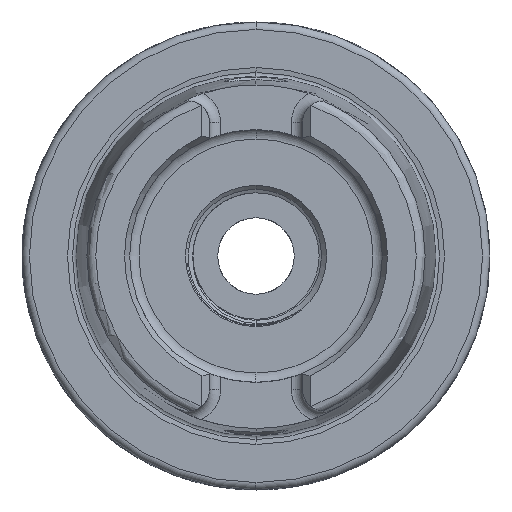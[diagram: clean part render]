
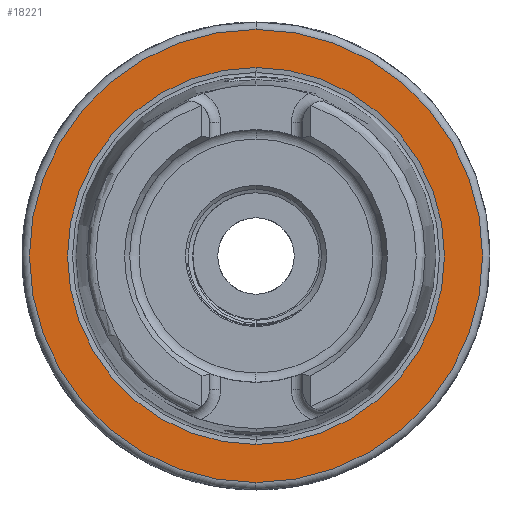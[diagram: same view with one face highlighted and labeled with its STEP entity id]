
A CAD part, left-side view. The second image highlights one B-rep face of the part: STEP entity #18221.
In plain terms, the highlighted planar face has unit normal (-1, 0, 0).
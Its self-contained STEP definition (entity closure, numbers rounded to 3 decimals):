
#133 = CARTESIAN_POINT ( 'NONE',  ( 0., 0., 0. ) ) ;
#134 = DIRECTION ( 'NONE',  ( -1., 0., 0. ) ) ;
#135 = DIRECTION ( 'NONE',  ( 0., 0., 1. ) ) ;
#1391 = EDGE_CURVE ( 'NONE', #14585, #14586, #14092, .T. ) ;
#1402 = EDGE_CURVE ( 'NONE', #14581, #14582, #14095, .T. ) ;
#2083 = PLANE ( 'NONE',  #18068 ) ;
#2084 = CARTESIAN_POINT ( 'NONE',  ( 0., 25.369, 0. ) ) ;
#2085 = DIRECTION ( 'NONE',  ( -1., 0., 0. ) ) ;
#2086 = DIRECTION ( 'NONE',  ( 0., 0., 1. ) ) ;
#3886 = AXIS2_PLACEMENT_3D ( 'NONE', #17546, #17547, #17548 ) ;
#5434 = ORIENTED_EDGE ( 'NONE', *, *, #14364, .T. ) ;
#5435 = ORIENTED_EDGE ( 'NONE', *, *, #1402, .T. ) ;
#5436 = ORIENTED_EDGE ( 'NONE', *, *, #1391, .T. ) ;
#5437 = ORIENTED_EDGE ( 'NONE', *, *, #14353, .T. ) ;
#6247 = AXIS2_PLACEMENT_3D ( 'NONE', #15590, #15591, #15592 ) ;
#6265 = AXIS2_PLACEMENT_3D ( 'NONE', #133, #134, #135 ) ;
#8459 = CARTESIAN_POINT ( 'NONE',  ( 0., 0., -30.5 ) ) ;
#8460 = CARTESIAN_POINT ( 'NONE',  ( 0., 0., 30.5 ) ) ;
#8463 = CARTESIAN_POINT ( 'NONE',  ( 0., 0., -25.369 ) ) ;
#8464 = CARTESIAN_POINT ( 'NONE',  ( 0., 0., 25.369 ) ) ;
#11489 = AXIS2_PLACEMENT_3D ( 'NONE', #17510, #17514, #17515 ) ;
#14092 = CIRCLE ( 'NONE', #6247, 25.369 ) ;
#14095 = CIRCLE ( 'NONE', #6265, 30.5 ) ;
#14143 = CIRCLE ( 'NONE', #11489, 25.369 ) ;
#14149 = CIRCLE ( 'NONE', #3886, 30.5 ) ;
#14353 = EDGE_CURVE ( 'NONE', #14586, #14585, #14143, .T. ) ;
#14364 = EDGE_CURVE ( 'NONE', #14582, #14581, #14149, .T. ) ;
#14581 = VERTEX_POINT ( 'NONE', #8459 ) ;
#14582 = VERTEX_POINT ( 'NONE', #8460 ) ;
#14585 = VERTEX_POINT ( 'NONE', #8463 ) ;
#14586 = VERTEX_POINT ( 'NONE', #8464 ) ;
#14924 = EDGE_LOOP ( 'NONE', ( #5437, #5436 ) ) ;
#14925 = EDGE_LOOP ( 'NONE', ( #5434, #5435 ) ) ;
#15590 = CARTESIAN_POINT ( 'NONE',  ( 0., 0., 0. ) ) ;
#15591 = DIRECTION ( 'NONE',  ( 1., 0., 0. ) ) ;
#15592 = DIRECTION ( 'NONE',  ( 0., 0., -1. ) ) ;
#17510 = CARTESIAN_POINT ( 'NONE',  ( 0., 0., 0. ) ) ;
#17514 = DIRECTION ( 'NONE',  ( 1., 0., 0. ) ) ;
#17515 = DIRECTION ( 'NONE',  ( 0., 0., -1. ) ) ;
#17546 = CARTESIAN_POINT ( 'NONE',  ( 0., 0., 0. ) ) ;
#17547 = DIRECTION ( 'NONE',  ( -1., 0., 0. ) ) ;
#17548 = DIRECTION ( 'NONE',  ( 0., 0., 1. ) ) ;
#18062 = FACE_OUTER_BOUND ( 'NONE', #14925, .T. ) ;
#18066 = FACE_BOUND ( 'NONE', #14924, .T. ) ;
#18068 = AXIS2_PLACEMENT_3D ( 'NONE', #2084, #2085, #2086 ) ;
#18221 = ADVANCED_FACE ( 'NONE', ( #18062, #18066 ), #2083, .T. ) ;
